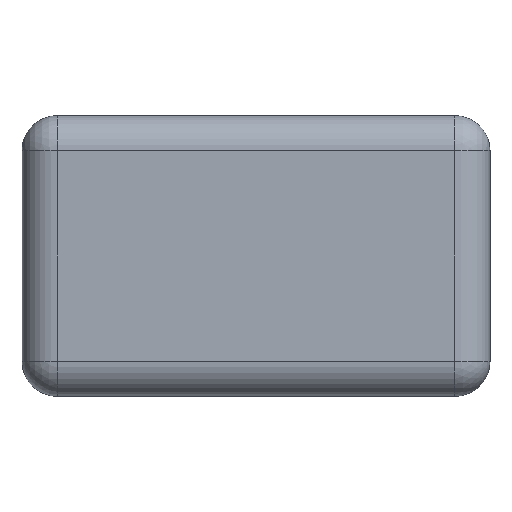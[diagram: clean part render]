
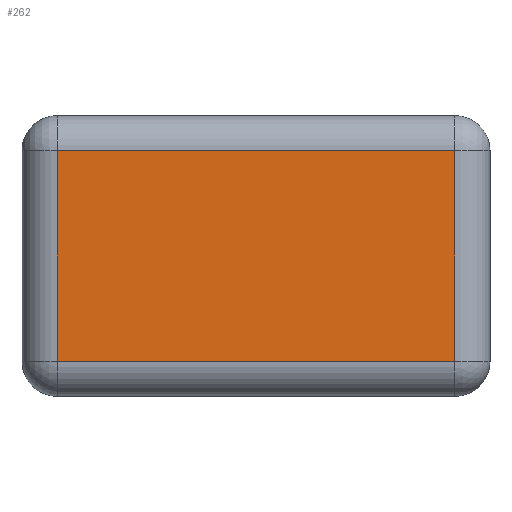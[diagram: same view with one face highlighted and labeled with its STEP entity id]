
A CAD part, left-side view. The second image highlights one B-rep face of the part: STEP entity #262.
In plain terms, the highlighted planar face has unit normal (-1, 0, 0).
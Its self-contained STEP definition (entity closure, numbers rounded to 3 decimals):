
#128 = EDGE_CURVE ( 'NONE', #877, #219, #282, .T. ) ;
#134 = VECTOR ( 'NONE', #1006, 1000. ) ;
#140 = LINE ( 'NONE', #1473, #499 ) ;
#198 = DIRECTION ( 'NONE',  ( 1., 0., 0. ) ) ;
#219 = VERTEX_POINT ( 'NONE', #451 ) ;
#221 = PLANE ( 'NONE',  #785 ) ;
#262 = ADVANCED_FACE ( 'NONE', ( #329 ), #221, .F. ) ;
#282 = LINE ( 'NONE', #528, #134 ) ;
#329 = FACE_OUTER_BOUND ( 'NONE', #1185, .T. ) ;
#357 = VECTOR ( 'NONE', #1525, 1000. ) ;
#393 = CARTESIAN_POINT ( 'NONE',  ( -1.25, -0.85, 1.05 ) ) ;
#451 = CARTESIAN_POINT ( 'NONE',  ( -1.25, -0.85, 0.15 ) ) ;
#498 = DIRECTION ( 'NONE',  ( 0., 0., -1. ) ) ;
#499 = VECTOR ( 'NONE', #498, 1000. ) ;
#528 = CARTESIAN_POINT ( 'NONE',  ( -1.25, 1., 0.15 ) ) ;
#647 = CARTESIAN_POINT ( 'NONE',  ( -1.25, 0.85, 1.05 ) ) ;
#678 = DIRECTION ( 'NONE',  ( 0., 0., -1. ) ) ;
#684 = VECTOR ( 'NONE', #1483, 1000. ) ;
#701 = ORIENTED_EDGE ( 'NONE', *, *, #1482, .T. ) ;
#784 = CARTESIAN_POINT ( 'NONE',  ( -1.25, -0.85, 1.2 ) ) ;
#785 = AXIS2_PLACEMENT_3D ( 'NONE', #1170, #198, #678 ) ;
#859 = LINE ( 'NONE', #1369, #684 ) ;
#877 = VERTEX_POINT ( 'NONE', #1331 ) ;
#887 = ORIENTED_EDGE ( 'NONE', *, *, #1033, .T. ) ;
#901 = EDGE_CURVE ( 'NONE', #1463, #941, #859, .T. ) ;
#924 = ORIENTED_EDGE ( 'NONE', *, *, #128, .T. ) ;
#941 = VERTEX_POINT ( 'NONE', #647 ) ;
#1006 = DIRECTION ( 'NONE',  ( 0., -1., 0. ) ) ;
#1033 = EDGE_CURVE ( 'NONE', #941, #877, #140, .T. ) ;
#1170 = CARTESIAN_POINT ( 'NONE',  ( -1.25, 1., 1.2 ) ) ;
#1185 = EDGE_LOOP ( 'NONE', ( #887, #924, #701, #1290 ) ) ;
#1290 = ORIENTED_EDGE ( 'NONE', *, *, #901, .T. ) ;
#1295 = LINE ( 'NONE', #784, #357 ) ;
#1331 = CARTESIAN_POINT ( 'NONE',  ( -1.25, 0.85, 0.15 ) ) ;
#1369 = CARTESIAN_POINT ( 'NONE',  ( -1.25, 1., 1.05 ) ) ;
#1463 = VERTEX_POINT ( 'NONE', #393 ) ;
#1473 = CARTESIAN_POINT ( 'NONE',  ( -1.25, 0.85, 1.2 ) ) ;
#1482 = EDGE_CURVE ( 'NONE', #219, #1463, #1295, .T. ) ;
#1483 = DIRECTION ( 'NONE',  ( 0., 1., 0. ) ) ;
#1525 = DIRECTION ( 'NONE',  ( 0., 0., 1. ) ) ;
